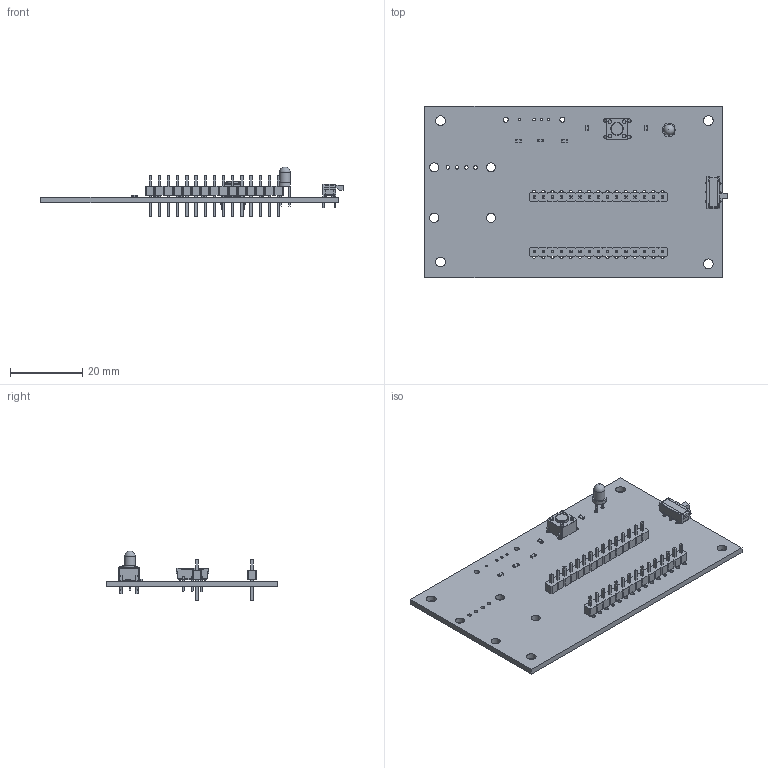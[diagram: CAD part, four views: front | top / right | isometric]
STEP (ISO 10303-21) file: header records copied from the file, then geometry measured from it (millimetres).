
FILE_DESCRIPTION(('KiCad electronic assembly'),'2;1');
FILE_NAME('TSA Location Tracker.step','2021-02-17T18:19:22',('An Author' ),('A Company'),'Open CASCADE STEP processor 6.9', 'KiCad to STEP converter','Unknown');
FILE_SCHEMA(('AUTOMOTIVE_DESIGN { 1 0 10303 214 1 1 1 1 }'));
Length unit declared in the file: millimetre
Products named in the file (12): Open CASCADE STEP translator 6.9 1; PinHeader_1x15_P2.54mm_Vertical; SOLID; LED_D3.0mm; SW_PUSH_6mm; R_0603_1608Metric; SW_CuK_JS202011AQN_DPDT_Angled; COMPOUND
Assembly tree (16 placements, depth 3):
  Open CASCADE STEP translator 6.9 1
    PinHeader_1x15_P2.54mm_Vertical  x2
      SOLID
    LED_D3.0mm
      SOLID
    SW_PUSH_6mm
      SOLID
    R_0603_1608Metric  x5
      SOLID
    SW_CuK_JS202011AQN_DPDT_Angled
      SOLID
    COMPOUND
Bounding box: 83.71 x 47.5 x 13.84 mm (x, y, z)
Volume: 6978.4 mm3; surface area: 10551 mm2
Topology: 11 solids, 11 shells, 1257 faces, 3181 edges, 2016 vertices
Faces by surface type: plane 1080, cylinder 175, sphere 1, torus 1
Full cylindrical faces by diameter (mm): 0.7 x4, 0.9 x8, 1 x68, 1.1 x4, 1.4 x2, 2.5 x4, 2.7 x4, 3 x1, 3.5 x1
Entity records: 56247 total; most frequent: CARTESIAN_POINT 9675, DIRECTION 7776, LINE 5516, VECTOR 5516, ORIENTED_EDGE 4068, PCURVE 4068, DEFINITIONAL_REPRESENTATION 4068, EDGE_CURVE 2034
